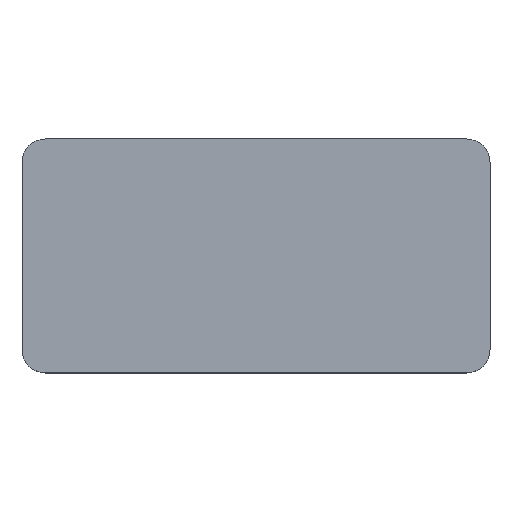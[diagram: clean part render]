
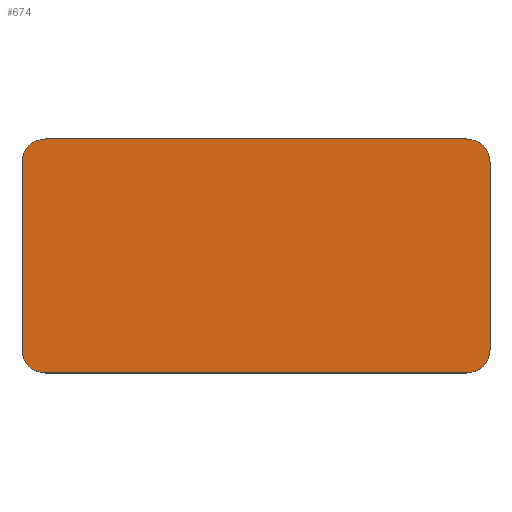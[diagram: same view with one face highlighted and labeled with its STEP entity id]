
A CAD part, top view. The second image highlights one B-rep face of the part: STEP entity #674.
In plain terms, the highlighted planar face has unit normal (0, 0, 1).
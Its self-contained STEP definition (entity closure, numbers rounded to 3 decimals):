
#24 = VERTEX_POINT('',#25);
#25 = CARTESIAN_POINT('',(-54.,30.,10.));
#32 = CYLINDRICAL_SURFACE('',#33,6.);
#33 = AXIS2_PLACEMENT_3D('',#34,#35,#36);
#34 = CARTESIAN_POINT('',(-54.,24.,0.));
#35 = DIRECTION('',(-0.,-0.,-1.));
#36 = DIRECTION('',(1.,0.,0.));
#44 = PLANE('',#45);
#45 = AXIS2_PLACEMENT_3D('',#46,#47,#48);
#46 = CARTESIAN_POINT('',(-54.,30.,0.));
#47 = DIRECTION('',(0.,1.,0.));
#48 = DIRECTION('',(1.,0.,0.));
#56 = EDGE_CURVE('',#24,#57,#59,.T.);
#57 = VERTEX_POINT('',#58);
#58 = CARTESIAN_POINT('',(-60.,24.,10.));
#59 = SURFACE_CURVE('',#60,(#65,#72),.PCURVE_S1.);
#60 = CIRCLE('',#61,6.);
#61 = AXIS2_PLACEMENT_3D('',#62,#63,#64);
#62 = CARTESIAN_POINT('',(-54.,24.,10.));
#63 = DIRECTION('',(0.,0.,1.));
#64 = DIRECTION('',(1.,0.,0.));
#65 = PCURVE('',#32,#66);
#66 = DEFINITIONAL_REPRESENTATION('',(#67),#71);
#67 = LINE('',#68,#69);
#68 = CARTESIAN_POINT('',(-0.,-10.));
#69 = VECTOR('',#70,1.);
#70 = DIRECTION('',(-1.,0.));
#71 = ( GEOMETRIC_REPRESENTATION_CONTEXT(2) 
PARAMETRIC_REPRESENTATION_CONTEXT() REPRESENTATION_CONTEXT('2D SPACE',''
  ) );
#72 = PCURVE('',#73,#78);
#73 = PLANE('',#74);
#74 = AXIS2_PLACEMENT_3D('',#75,#76,#77);
#75 = CARTESIAN_POINT('',(0.,0.,10.));
#76 = DIRECTION('',(0.,0.,1.));
#77 = DIRECTION('',(1.,0.,0.));
#78 = DEFINITIONAL_REPRESENTATION('',(#79),#83);
#79 = CIRCLE('',#80,6.);
#80 = AXIS2_PLACEMENT_2D('',#81,#82);
#81 = CARTESIAN_POINT('',(-54.,24.));
#82 = DIRECTION('',(1.,0.));
#83 = ( GEOMETRIC_REPRESENTATION_CONTEXT(2) 
PARAMETRIC_REPRESENTATION_CONTEXT() REPRESENTATION_CONTEXT('2D SPACE',''
  ) );
#101 = PLANE('',#102);
#102 = AXIS2_PLACEMENT_3D('',#103,#104,#105);
#103 = CARTESIAN_POINT('',(-60.,-24.,0.));
#104 = DIRECTION('',(-1.,0.,0.));
#105 = DIRECTION('',(0.,1.,0.));
#144 = EDGE_CURVE('',#24,#145,#147,.T.);
#145 = VERTEX_POINT('',#146);
#146 = CARTESIAN_POINT('',(54.,30.,10.));
#147 = SURFACE_CURVE('',#148,(#152,#159),.PCURVE_S1.);
#148 = LINE('',#149,#150);
#149 = CARTESIAN_POINT('',(-54.,30.,10.));
#150 = VECTOR('',#151,1.);
#151 = DIRECTION('',(1.,0.,0.));
#152 = PCURVE('',#44,#153);
#153 = DEFINITIONAL_REPRESENTATION('',(#154),#158);
#154 = LINE('',#155,#156);
#155 = CARTESIAN_POINT('',(0.,-10.));
#156 = VECTOR('',#157,1.);
#157 = DIRECTION('',(1.,0.));
#158 = ( GEOMETRIC_REPRESENTATION_CONTEXT(2) 
PARAMETRIC_REPRESENTATION_CONTEXT() REPRESENTATION_CONTEXT('2D SPACE',''
  ) );
#159 = PCURVE('',#73,#160);
#160 = DEFINITIONAL_REPRESENTATION('',(#161),#165);
#161 = LINE('',#162,#163);
#162 = CARTESIAN_POINT('',(-54.,30.));
#163 = VECTOR('',#164,1.);
#164 = DIRECTION('',(1.,0.));
#165 = ( GEOMETRIC_REPRESENTATION_CONTEXT(2) 
PARAMETRIC_REPRESENTATION_CONTEXT() REPRESENTATION_CONTEXT('2D SPACE',''
  ) );
#183 = CYLINDRICAL_SURFACE('',#184,6.);
#184 = AXIS2_PLACEMENT_3D('',#185,#186,#187);
#185 = CARTESIAN_POINT('',(54.,24.,0.));
#186 = DIRECTION('',(-0.,-0.,-1.));
#187 = DIRECTION('',(1.,0.,0.));
#222 = VERTEX_POINT('',#223);
#223 = CARTESIAN_POINT('',(-60.,-24.,10.));
#237 = CYLINDRICAL_SURFACE('',#238,6.);
#238 = AXIS2_PLACEMENT_3D('',#239,#240,#241);
#239 = CARTESIAN_POINT('',(-54.,-24.,0.));
#240 = DIRECTION('',(-0.,-0.,-1.));
#241 = DIRECTION('',(1.,0.,0.));
#249 = EDGE_CURVE('',#222,#57,#250,.T.);
#250 = SURFACE_CURVE('',#251,(#255,#262),.PCURVE_S1.);
#251 = LINE('',#252,#253);
#252 = CARTESIAN_POINT('',(-60.,-24.,10.));
#253 = VECTOR('',#254,1.);
#254 = DIRECTION('',(0.,1.,0.));
#255 = PCURVE('',#101,#256);
#256 = DEFINITIONAL_REPRESENTATION('',(#257),#261);
#257 = LINE('',#258,#259);
#258 = CARTESIAN_POINT('',(0.,-10.));
#259 = VECTOR('',#260,1.);
#260 = DIRECTION('',(1.,0.));
#261 = ( GEOMETRIC_REPRESENTATION_CONTEXT(2) 
PARAMETRIC_REPRESENTATION_CONTEXT() REPRESENTATION_CONTEXT('2D SPACE',''
  ) );
#262 = PCURVE('',#73,#263);
#263 = DEFINITIONAL_REPRESENTATION('',(#264),#268);
#264 = LINE('',#265,#266);
#265 = CARTESIAN_POINT('',(-60.,-24.));
#266 = VECTOR('',#267,1.);
#267 = DIRECTION('',(0.,1.));
#268 = ( GEOMETRIC_REPRESENTATION_CONTEXT(2) 
PARAMETRIC_REPRESENTATION_CONTEXT() REPRESENTATION_CONTEXT('2D SPACE',''
  ) );
#337 = PLANE('',#338);
#338 = AXIS2_PLACEMENT_3D('',#339,#340,#341);
#339 = CARTESIAN_POINT('',(54.,-30.,0.));
#340 = DIRECTION('',(0.,-1.,0.));
#341 = DIRECTION('',(-1.,0.,0.));
#366 = CYLINDRICAL_SURFACE('',#367,6.);
#367 = AXIS2_PLACEMENT_3D('',#368,#369,#370);
#368 = CARTESIAN_POINT('',(54.,-24.,0.));
#369 = DIRECTION('',(-0.,-0.,-1.));
#370 = DIRECTION('',(1.,0.,0.));
#394 = PLANE('',#395);
#395 = AXIS2_PLACEMENT_3D('',#396,#397,#398);
#396 = CARTESIAN_POINT('',(60.,24.,0.));
#397 = DIRECTION('',(1.,0.,0.));
#398 = DIRECTION('',(0.,-1.,0.));
#674 = ADVANCED_FACE('',(#675),#73,.T.);
#675 = FACE_BOUND('',#676,.T.);
#676 = EDGE_LOOP('',(#677,#678,#679,#703,#726,#750,#773,#795));
#677 = ORIENTED_EDGE('',*,*,#56,.T.);
#678 = ORIENTED_EDGE('',*,*,#249,.F.);
#679 = ORIENTED_EDGE('',*,*,#680,.T.);
#680 = EDGE_CURVE('',#222,#681,#683,.T.);
#681 = VERTEX_POINT('',#682);
#682 = CARTESIAN_POINT('',(-54.,-30.,10.));
#683 = SURFACE_CURVE('',#684,(#689,#696),.PCURVE_S1.);
#684 = CIRCLE('',#685,6.);
#685 = AXIS2_PLACEMENT_3D('',#686,#687,#688);
#686 = CARTESIAN_POINT('',(-54.,-24.,10.));
#687 = DIRECTION('',(0.,0.,1.));
#688 = DIRECTION('',(1.,0.,0.));
#689 = PCURVE('',#73,#690);
#690 = DEFINITIONAL_REPRESENTATION('',(#691),#695);
#691 = CIRCLE('',#692,6.);
#692 = AXIS2_PLACEMENT_2D('',#693,#694);
#693 = CARTESIAN_POINT('',(-54.,-24.));
#694 = DIRECTION('',(1.,0.));
#695 = ( GEOMETRIC_REPRESENTATION_CONTEXT(2) 
PARAMETRIC_REPRESENTATION_CONTEXT() REPRESENTATION_CONTEXT('2D SPACE',''
  ) );
#696 = PCURVE('',#237,#697);
#697 = DEFINITIONAL_REPRESENTATION('',(#698),#702);
#698 = LINE('',#699,#700);
#699 = CARTESIAN_POINT('',(-0.,-10.));
#700 = VECTOR('',#701,1.);
#701 = DIRECTION('',(-1.,0.));
#702 = ( GEOMETRIC_REPRESENTATION_CONTEXT(2) 
PARAMETRIC_REPRESENTATION_CONTEXT() REPRESENTATION_CONTEXT('2D SPACE',''
  ) );
#703 = ORIENTED_EDGE('',*,*,#704,.F.);
#704 = EDGE_CURVE('',#705,#681,#707,.T.);
#705 = VERTEX_POINT('',#706);
#706 = CARTESIAN_POINT('',(54.,-30.,10.));
#707 = SURFACE_CURVE('',#708,(#712,#719),.PCURVE_S1.);
#708 = LINE('',#709,#710);
#709 = CARTESIAN_POINT('',(54.,-30.,10.));
#710 = VECTOR('',#711,1.);
#711 = DIRECTION('',(-1.,0.,0.));
#712 = PCURVE('',#73,#713);
#713 = DEFINITIONAL_REPRESENTATION('',(#714),#718);
#714 = LINE('',#715,#716);
#715 = CARTESIAN_POINT('',(54.,-30.));
#716 = VECTOR('',#717,1.);
#717 = DIRECTION('',(-1.,0.));
#718 = ( GEOMETRIC_REPRESENTATION_CONTEXT(2) 
PARAMETRIC_REPRESENTATION_CONTEXT() REPRESENTATION_CONTEXT('2D SPACE',''
  ) );
#719 = PCURVE('',#337,#720);
#720 = DEFINITIONAL_REPRESENTATION('',(#721),#725);
#721 = LINE('',#722,#723);
#722 = CARTESIAN_POINT('',(0.,-10.));
#723 = VECTOR('',#724,1.);
#724 = DIRECTION('',(1.,0.));
#725 = ( GEOMETRIC_REPRESENTATION_CONTEXT(2) 
PARAMETRIC_REPRESENTATION_CONTEXT() REPRESENTATION_CONTEXT('2D SPACE',''
  ) );
#726 = ORIENTED_EDGE('',*,*,#727,.T.);
#727 = EDGE_CURVE('',#705,#728,#730,.T.);
#728 = VERTEX_POINT('',#729);
#729 = CARTESIAN_POINT('',(60.,-24.,10.));
#730 = SURFACE_CURVE('',#731,(#736,#743),.PCURVE_S1.);
#731 = CIRCLE('',#732,6.);
#732 = AXIS2_PLACEMENT_3D('',#733,#734,#735);
#733 = CARTESIAN_POINT('',(54.,-24.,10.));
#734 = DIRECTION('',(0.,0.,1.));
#735 = DIRECTION('',(1.,0.,0.));
#736 = PCURVE('',#73,#737);
#737 = DEFINITIONAL_REPRESENTATION('',(#738),#742);
#738 = CIRCLE('',#739,6.);
#739 = AXIS2_PLACEMENT_2D('',#740,#741);
#740 = CARTESIAN_POINT('',(54.,-24.));
#741 = DIRECTION('',(1.,0.));
#742 = ( GEOMETRIC_REPRESENTATION_CONTEXT(2) 
PARAMETRIC_REPRESENTATION_CONTEXT() REPRESENTATION_CONTEXT('2D SPACE',''
  ) );
#743 = PCURVE('',#366,#744);
#744 = DEFINITIONAL_REPRESENTATION('',(#745),#749);
#745 = LINE('',#746,#747);
#746 = CARTESIAN_POINT('',(-0.,-10.));
#747 = VECTOR('',#748,1.);
#748 = DIRECTION('',(-1.,0.));
#749 = ( GEOMETRIC_REPRESENTATION_CONTEXT(2) 
PARAMETRIC_REPRESENTATION_CONTEXT() REPRESENTATION_CONTEXT('2D SPACE',''
  ) );
#750 = ORIENTED_EDGE('',*,*,#751,.F.);
#751 = EDGE_CURVE('',#752,#728,#754,.T.);
#752 = VERTEX_POINT('',#753);
#753 = CARTESIAN_POINT('',(60.,24.,10.));
#754 = SURFACE_CURVE('',#755,(#759,#766),.PCURVE_S1.);
#755 = LINE('',#756,#757);
#756 = CARTESIAN_POINT('',(60.,24.,10.));
#757 = VECTOR('',#758,1.);
#758 = DIRECTION('',(0.,-1.,0.));
#759 = PCURVE('',#73,#760);
#760 = DEFINITIONAL_REPRESENTATION('',(#761),#765);
#761 = LINE('',#762,#763);
#762 = CARTESIAN_POINT('',(60.,24.));
#763 = VECTOR('',#764,1.);
#764 = DIRECTION('',(0.,-1.));
#765 = ( GEOMETRIC_REPRESENTATION_CONTEXT(2) 
PARAMETRIC_REPRESENTATION_CONTEXT() REPRESENTATION_CONTEXT('2D SPACE',''
  ) );
#766 = PCURVE('',#394,#767);
#767 = DEFINITIONAL_REPRESENTATION('',(#768),#772);
#768 = LINE('',#769,#770);
#769 = CARTESIAN_POINT('',(0.,-10.));
#770 = VECTOR('',#771,1.);
#771 = DIRECTION('',(1.,0.));
#772 = ( GEOMETRIC_REPRESENTATION_CONTEXT(2) 
PARAMETRIC_REPRESENTATION_CONTEXT() REPRESENTATION_CONTEXT('2D SPACE',''
  ) );
#773 = ORIENTED_EDGE('',*,*,#774,.T.);
#774 = EDGE_CURVE('',#752,#145,#775,.T.);
#775 = SURFACE_CURVE('',#776,(#781,#788),.PCURVE_S1.);
#776 = CIRCLE('',#777,6.);
#777 = AXIS2_PLACEMENT_3D('',#778,#779,#780);
#778 = CARTESIAN_POINT('',(54.,24.,10.));
#779 = DIRECTION('',(0.,0.,1.));
#780 = DIRECTION('',(1.,0.,0.));
#781 = PCURVE('',#73,#782);
#782 = DEFINITIONAL_REPRESENTATION('',(#783),#787);
#783 = CIRCLE('',#784,6.);
#784 = AXIS2_PLACEMENT_2D('',#785,#786);
#785 = CARTESIAN_POINT('',(54.,24.));
#786 = DIRECTION('',(1.,0.));
#787 = ( GEOMETRIC_REPRESENTATION_CONTEXT(2) 
PARAMETRIC_REPRESENTATION_CONTEXT() REPRESENTATION_CONTEXT('2D SPACE',''
  ) );
#788 = PCURVE('',#183,#789);
#789 = DEFINITIONAL_REPRESENTATION('',(#790),#794);
#790 = LINE('',#791,#792);
#791 = CARTESIAN_POINT('',(-0.,-10.));
#792 = VECTOR('',#793,1.);
#793 = DIRECTION('',(-1.,0.));
#794 = ( GEOMETRIC_REPRESENTATION_CONTEXT(2) 
PARAMETRIC_REPRESENTATION_CONTEXT() REPRESENTATION_CONTEXT('2D SPACE',''
  ) );
#795 = ORIENTED_EDGE('',*,*,#144,.F.);
